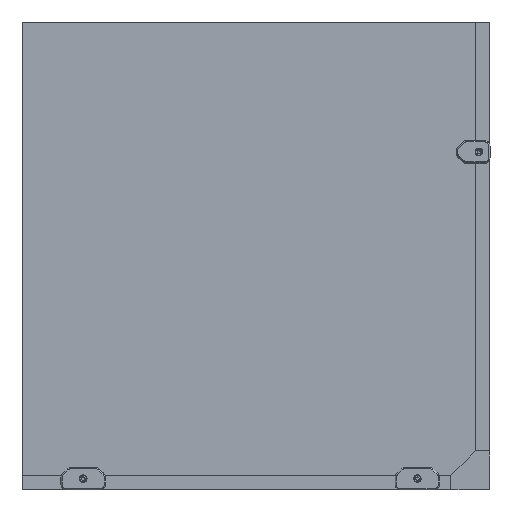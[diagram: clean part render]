
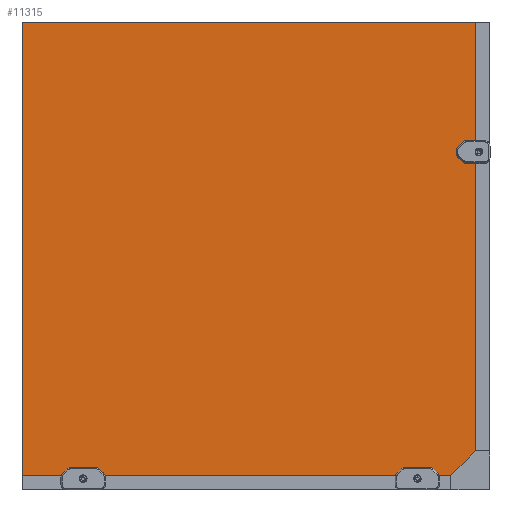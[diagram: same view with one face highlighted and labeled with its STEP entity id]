
A CAD part, top view. The second image highlights one B-rep face of the part: STEP entity #11315.
In plain terms, the highlighted planar face has unit normal (0, 0, 1).
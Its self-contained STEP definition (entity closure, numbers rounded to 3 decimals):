
#965=PLANE('',#12632);
#1636=FACE_OUTER_BOUND('',#2334,.T.);
#2334=EDGE_LOOP('',(#10549,#10550,#10551,#10552,#10553));
#3280=LINE('',#21187,#4259);
#3296=LINE('',#21220,#4275);
#3304=LINE('',#21236,#4283);
#3306=LINE('',#21240,#4285);
#3307=LINE('',#21241,#4286);
#4259=VECTOR('',#15962,10.);
#4275=VECTOR('',#15988,10.);
#4283=VECTOR('',#16004,10.);
#4285=VECTOR('',#16008,10.);
#4286=VECTOR('',#16009,10.);
#5679=VERTEX_POINT('',#21180);
#5682=VERTEX_POINT('',#21185);
#5694=VERTEX_POINT('',#21216);
#5698=VERTEX_POINT('',#21235);
#5699=VERTEX_POINT('',#21239);
#7294=EDGE_CURVE('',#5679,#5682,#3280,.T.);
#7310=EDGE_CURVE('',#5694,#5679,#3296,.T.);
#7318=EDGE_CURVE('',#5698,#5694,#3304,.T.);
#7320=EDGE_CURVE('',#5682,#5699,#3306,.T.);
#7321=EDGE_CURVE('',#5699,#5698,#3307,.T.);
#10549=ORIENTED_EDGE('',*,*,#7310,.T.);
#10550=ORIENTED_EDGE('',*,*,#7294,.T.);
#10551=ORIENTED_EDGE('',*,*,#7320,.T.);
#10552=ORIENTED_EDGE('',*,*,#7321,.T.);
#10553=ORIENTED_EDGE('',*,*,#7318,.T.);
#11315=ADVANCED_FACE('',(#1636),#965,.T.);
#12632=AXIS2_PLACEMENT_3D('',#21238,#16006,#16007);
#15962=DIRECTION('',(0.,1.,0.));
#15988=DIRECTION('',(0.707,0.707,0.));
#16004=DIRECTION('',(1.,0.,0.));
#16006=DIRECTION('center_axis',(0.,0.,1.));
#16007=DIRECTION('ref_axis',(1.,0.,0.));
#16008=DIRECTION('',(-1.,0.,0.));
#16009=DIRECTION('',(0.,-1.,0.));
#21180=CARTESIAN_POINT('',(7.,35.,5.));
#21185=CARTESIAN_POINT('',(7.,420.,5.));
#21187=CARTESIAN_POINT('',(7.,420.,5.));
#21216=CARTESIAN_POINT('',(-15.,13.,5.));
#21220=CARTESIAN_POINT('',(1.5,29.5,5.));
#21235=CARTESIAN_POINT('',(-400.,13.,5.));
#21236=CARTESIAN_POINT('',(7.,13.,5.));
#21238=CARTESIAN_POINT('Origin',(-196.5,216.5,5.));
#21239=CARTESIAN_POINT('',(-400.,420.,5.));
#21240=CARTESIAN_POINT('',(-400.,420.,5.));
#21241=CARTESIAN_POINT('',(-400.,13.,5.));
